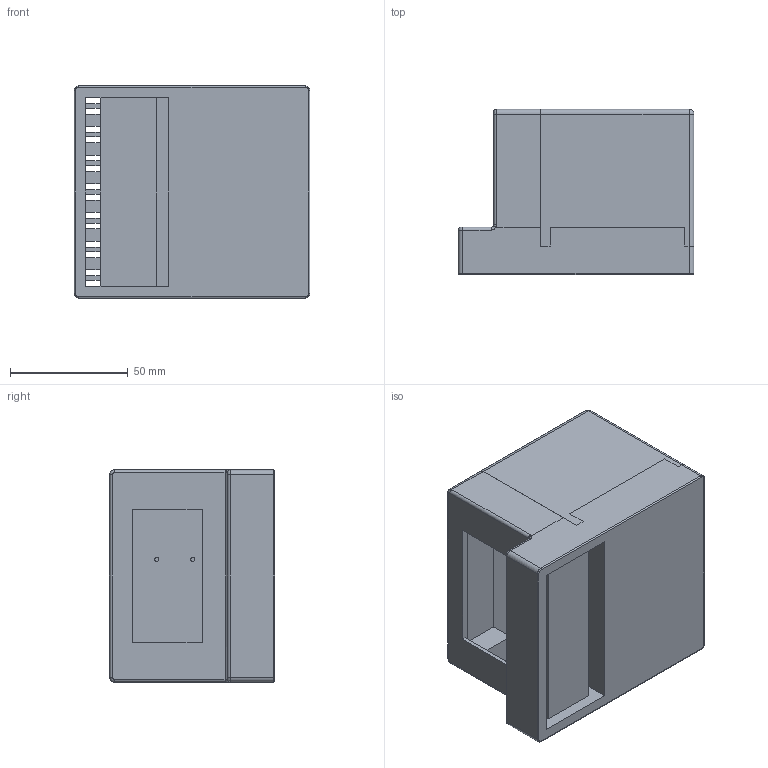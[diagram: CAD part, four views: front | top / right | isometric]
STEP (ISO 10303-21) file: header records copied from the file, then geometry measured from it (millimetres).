
FILE_DESCRIPTION(/* description */ (''),/* implementation_level */ '2;1');
FILE_NAME(/* name */ 'Case (Assembly).step',/* time_stamp */ '2026-02-15T13:25:55+11:00',/* author */ (''),/* organization */ (''),/* preprocessor_version */ 'ST-DEVELOPER v20.1',/* originating_system */ 'Autodesk Translation Framework v14.24.0.0',/* authorisation */ '');
FILE_SCHEMA (('AUTOMOTIVE_DESIGN { 1 0 10303 214 3 1 1 }'));
Products named in the file (3): 2026-01-27-13-13-59-847; 2026-01-26-20-32-26-258; 2026-01-27-15-52-02-781
Assembly tree (2 placements, depth 2):
  2026-01-27-13-13-59-847
    2026-01-26-20-32-26-258
    2026-01-27-15-52-02-781
Bounding box: 100 x 70 x 90 mm (x, y, z)
Volume: 269958.7 mm3; surface area: 77230.7 mm2
Topology: 2 solids, 2 shells, 1510 faces, 4352 edges, 2886 vertices
Faces by surface type: bspline 1071, plane 340, cylinder 90, torus 7, sphere 2
Full cylindrical faces by diameter (mm): 1.75 x4, 2 x56
Entity records: 59767 total; most frequent: CARTESIAN_POINT 27012, ORIENTED_EDGE 8696, EDGE_CURVE 4348, DIRECTION 3291, VERTEX_POINT 2886, B_SPLINE_CURVE_WITH_KNOTS 2138, LINE 2017, VECTOR 2017
